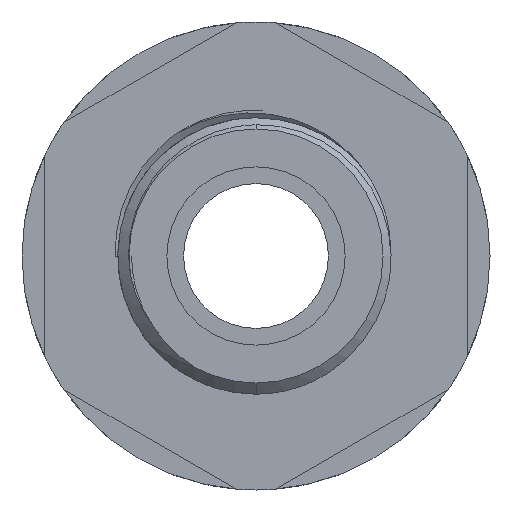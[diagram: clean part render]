
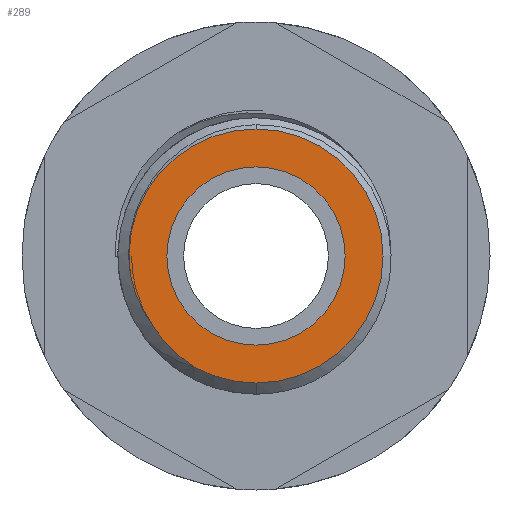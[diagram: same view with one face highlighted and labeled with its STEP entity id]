
A CAD part, front view. The second image highlights one B-rep face of the part: STEP entity #289.
In plain terms, the highlighted planar face has unit normal (0, -1, 0).
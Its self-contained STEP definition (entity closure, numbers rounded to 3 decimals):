
#99 = CARTESIAN_POINT ( 'NONE',  ( 0., -8., 0. ) ) ;
#136 = DIRECTION ( 'NONE',  ( 0., -1., 0. ) ) ;
#289 = ADVANCED_FACE ( 'NONE', ( #6601, #4590 ), #4355, .F. ) ;
#290 = CARTESIAN_POINT ( 'NONE',  ( -5.538, -8., -1.288 ) ) ;
#501 = EDGE_LOOP ( 'NONE', ( #9064, #7426 ) ) ;
#616 = B_SPLINE_CURVE_WITH_KNOTS ( 'NONE', 3,
 ( #8400, #6857, #6031, #1003, #6886, #1883, #7667, #2735 ),
 .UNSPECIFIED., .F., .F.,
 ( 4, 2, 2, 4 ),
 ( 0., 0.001, 0.002, 0.003 ),
 .UNSPECIFIED. ) ;
#747 = ORIENTED_EDGE ( 'NONE', *, *, #3879, .T. ) ;
#957 = DIRECTION ( 'NONE',  ( 0., 0., -1. ) ) ;
#1003 = CARTESIAN_POINT ( 'NONE',  ( -3.627, -8., -4.342 ) ) ;
#1137 = CARTESIAN_POINT ( 'NONE',  ( -5.333, -8., -1.89 ) ) ;
#1217 = VERTEX_POINT ( 'NONE', #9677 ) ;
#1572 = AXIS2_PLACEMENT_3D ( 'NONE', #7701, #2765, #8456 ) ;
#1633 = CARTESIAN_POINT ( 'NONE',  ( 0., -8., 0. ) ) ;
#1883 = CARTESIAN_POINT ( 'NONE',  ( -3.116, -8., -4.756 ) ) ;
#1908 = CARTESIAN_POINT ( 'NONE',  ( 0., -8., 0. ) ) ;
#2015 = B_SPLINE_CURVE_WITH_KNOTS ( 'NONE', 3,
 ( #4456, #9260, #290, #6163, #1137, #7016, #2016, #7779 ),
 .UNSPECIFIED., .F., .F.,
 ( 4, 2, 2, 4 ),
 ( 0.008, 0.009, 0.01, 0.011 ),
 .UNSPECIFIED. ) ;
#2016 = CARTESIAN_POINT ( 'NONE',  ( -4.859, -8., -2.833 ) ) ;
#2479 = DIRECTION ( 'NONE',  ( 0., 0., -1. ) ) ;
#2735 = CARTESIAN_POINT ( 'NONE',  ( -2.751, -8., -4.992 ) ) ;
#2764 = CIRCLE ( 'NONE', #10251, 4. ) ;
#2765 = DIRECTION ( 'NONE',  ( 0., -1., 0. ) ) ;
#2931 = ORIENTED_EDGE ( 'NONE', *, *, #4893, .T. ) ;
#2962 = CARTESIAN_POINT ( 'NONE',  ( -5.632, -8., -0.879 ) ) ;
#2999 = DIRECTION ( 'NONE',  ( 0., -1., 0. ) ) ;
#3332 = EDGE_CURVE ( 'NONE', #4150, #1217, #10227, .T. ) ;
#3370 = AXIS2_PLACEMENT_3D ( 'NONE', #7912, #2999, #8673 ) ;
#3591 = CARTESIAN_POINT ( 'NONE',  ( -2.751, -8., -4.992 ) ) ;
#3710 = CARTESIAN_POINT ( 'NONE',  ( 0., -8., 4. ) ) ;
#3879 = EDGE_CURVE ( 'NONE', #7068, #6927, #616, .T. ) ;
#4061 = EDGE_CURVE ( 'NONE', #6553, #10366, #7168, .T. ) ;
#4150 = VERTEX_POINT ( 'NONE', #5002 ) ;
#4310 = DIRECTION ( 'NONE',  ( 0., 0., 1. ) ) ;
#4323 = DIRECTION ( 'NONE',  ( 0., 1., 0. ) ) ;
#4355 = PLANE ( 'NONE',  #7836 ) ;
#4456 = CARTESIAN_POINT ( 'NONE',  ( -5.632, -8., -0.879 ) ) ;
#4590 = FACE_OUTER_BOUND ( 'NONE', #10016, .T. ) ;
#4646 = CIRCLE ( 'NONE', #5578, 5.7 ) ;
#4893 = EDGE_CURVE ( 'NONE', #1217, #7109, #4646, .T. ) ;
#5002 = CARTESIAN_POINT ( 'NONE',  ( 0., -8., -5.7 ) ) ;
#5164 = CARTESIAN_POINT ( 'NONE',  ( 0., -8., 0. ) ) ;
#5578 = AXIS2_PLACEMENT_3D ( 'NONE', #5164, #136, #6005 ) ;
#5971 = DIRECTION ( 'NONE',  ( 0., -1., 0. ) ) ;
#6005 = DIRECTION ( 'NONE',  ( 0., 0., 1. ) ) ;
#6031 = CARTESIAN_POINT ( 'NONE',  ( -4.094, -8., -3.884 ) ) ;
#6049 = CARTESIAN_POINT ( 'NONE',  ( 0., -8., -4. ) ) ;
#6163 = CARTESIAN_POINT ( 'NONE',  ( -5.41, -8., -1.691 ) ) ;
#6263 = CIRCLE ( 'NONE', #1572, 5.7 ) ;
#6553 = VERTEX_POINT ( 'NONE', #3710 ) ;
#6601 = FACE_BOUND ( 'NONE', #501, .T. ) ;
#6774 = AXIS2_PLACEMENT_3D ( 'NONE', #1633, #7441, #2479 ) ;
#6857 = CARTESIAN_POINT ( 'NONE',  ( -4.368, -8., -3.546 ) ) ;
#6886 = CARTESIAN_POINT ( 'NONE',  ( -3.461, -8., -4.487 ) ) ;
#6927 = VERTEX_POINT ( 'NONE', #3591 ) ;
#7016 = CARTESIAN_POINT ( 'NONE',  ( -5.073, -8., -2.47 ) ) ;
#7064 = ORIENTED_EDGE ( 'NONE', *, *, #9641, .T. ) ;
#7068 = VERTEX_POINT ( 'NONE', #7976 ) ;
#7109 = VERTEX_POINT ( 'NONE', #2962 ) ;
#7168 = CIRCLE ( 'NONE', #6774, 4. ) ;
#7426 = ORIENTED_EDGE ( 'NONE', *, *, #4061, .F. ) ;
#7441 = DIRECTION ( 'NONE',  ( 0., -1., 0. ) ) ;
#7444 = ORIENTED_EDGE ( 'NONE', *, *, #3332, .T. ) ;
#7667 = CARTESIAN_POINT ( 'NONE',  ( -2.937, -8., -4.879 ) ) ;
#7701 = CARTESIAN_POINT ( 'NONE',  ( 0., -8., 0. ) ) ;
#7779 = CARTESIAN_POINT ( 'NONE',  ( -4.602, -8., -3.173 ) ) ;
#7836 = AXIS2_PLACEMENT_3D ( 'NONE', #1908, #4323, #4310 ) ;
#7912 = CARTESIAN_POINT ( 'NONE',  ( 0., -8., 0. ) ) ;
#7976 = CARTESIAN_POINT ( 'NONE',  ( -4.602, -8., -3.173 ) ) ;
#8329 = EDGE_CURVE ( 'NONE', #10366, #6553, #2764, .T. ) ;
#8400 = CARTESIAN_POINT ( 'NONE',  ( -4.602, -8., -3.173 ) ) ;
#8456 = DIRECTION ( 'NONE',  ( 0., 0., 1. ) ) ;
#8673 = DIRECTION ( 'NONE',  ( 0., 0., 1. ) ) ;
#9064 = ORIENTED_EDGE ( 'NONE', *, *, #8329, .F. ) ;
#9082 = EDGE_CURVE ( 'NONE', #6927, #4150, #6263, .T. ) ;
#9260 = CARTESIAN_POINT ( 'NONE',  ( -5.591, -8., -1.085 ) ) ;
#9561 = ORIENTED_EDGE ( 'NONE', *, *, #9082, .T. ) ;
#9641 = EDGE_CURVE ( 'NONE', #7109, #7068, #2015, .T. ) ;
#9677 = CARTESIAN_POINT ( 'NONE',  ( 0., -8., 5.7 ) ) ;
#10016 = EDGE_LOOP ( 'NONE', ( #7064, #747, #9561, #7444, #2931 ) ) ;
#10227 = CIRCLE ( 'NONE', #3370, 5.7 ) ;
#10251 = AXIS2_PLACEMENT_3D ( 'NONE', #99, #5971, #957 ) ;
#10366 = VERTEX_POINT ( 'NONE', #6049 ) ;
